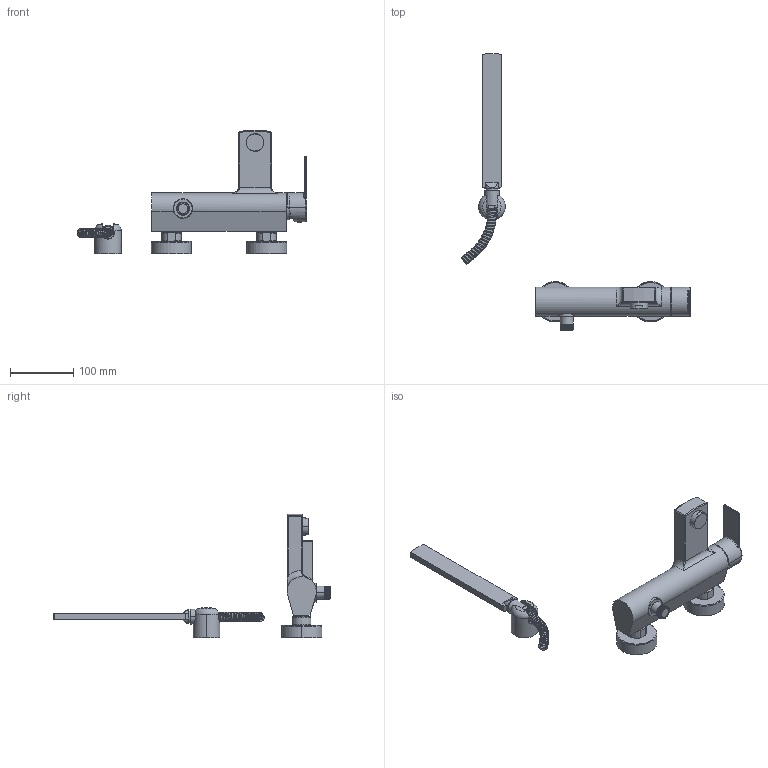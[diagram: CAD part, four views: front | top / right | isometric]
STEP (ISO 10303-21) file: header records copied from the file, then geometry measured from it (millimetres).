
FILE_DESCRIPTION((''),'2;1');
FILE_NAME('TA026CR','2021-01-18T10:06:52',('ut3'),('PAFFONI SpA'),'CREO PARAMETRIC BY PTC INC, 2020044','CREO PARAMETRIC BY PTC INC, 2020044','');
FILE_SCHEMA(('CONFIG_CONTROL_DESIGN','SHAPE_APPEARANCE_LAYERS_GROUPS'));
Products named in the file (1): TA026CR
Bounding box: 361.19 x 435.89 x 195.2 mm (x, y, z)
Volume: 434958.8 mm3; surface area: 241927.5 mm2
Topology: 3 solids, 3 shells, 672 faces, 1616 edges, 1011 vertices
Faces by surface type: plane 257, cylinder 206, cone 77, bspline 72, torus 52, sphere 8
Entity records: 53192 total; most frequent: CARTESIAN_POINT 32985, ORIENTED_EDGE 3218, DIRECTION 3133, EDGE_CURVE 1609, AXIS2_PLACEMENT_3D 1220, VERTEX_POINT 1010, EDGE_LOOP 751, FILL_AREA_STYLE_COLOUR 707
